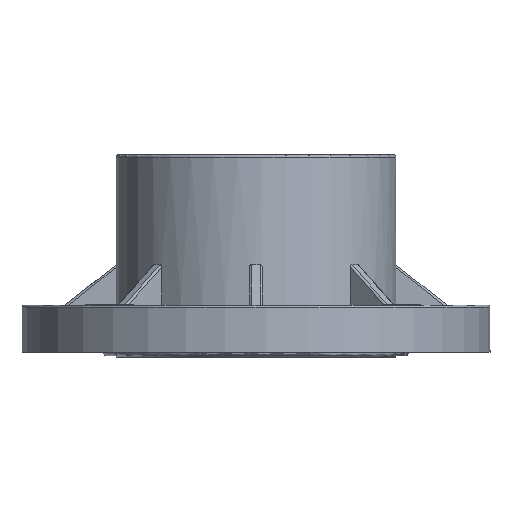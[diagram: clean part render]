
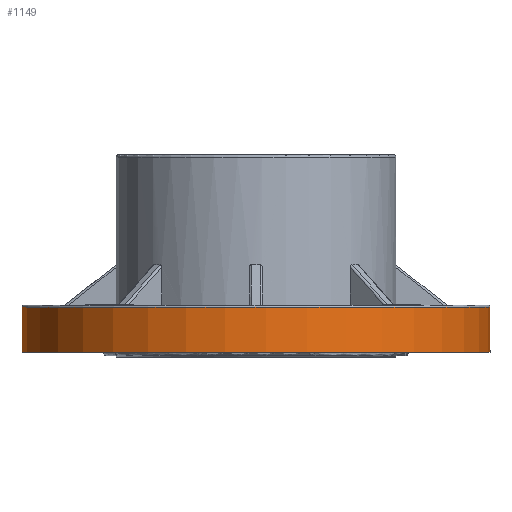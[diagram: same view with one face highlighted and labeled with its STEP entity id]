
A CAD part, front view. The second image highlights one B-rep face of the part: STEP entity #1149.
In plain terms, the highlighted cylindrical face has radius 109.8 mm (diameter 219.6 mm), a full revolution.
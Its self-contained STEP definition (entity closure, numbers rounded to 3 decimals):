
#858=CYLINDRICAL_SURFACE('',#12509,109.8);
#1149=ADVANCED_FACE('',(#2597,#2598),#858,.T.);
#2597=FACE_BOUND('',#2916,.T.);
#2598=FACE_BOUND('',#2917,.T.);
#2916=EDGE_LOOP('',(#4991));
#2917=EDGE_LOOP('',(#4992));
#3709=CIRCLE('',#12507,109.8);
#3710=CIRCLE('',#12508,109.8);
#4991=ORIENTED_EDGE('',*,*,#9211,.T.);
#4992=ORIENTED_EDGE('',*,*,#9212,.T.);
#7938=VERTEX_POINT('',#18853);
#7939=VERTEX_POINT('',#18855);
#9211=EDGE_CURVE('',#7938,#7938,#3709,.T.);
#9212=EDGE_CURVE('',#7939,#7939,#3710,.T.);
#12507=AXIS2_PLACEMENT_3D('',#18852,#14208,#14209);
#12508=AXIS2_PLACEMENT_3D('',#18854,#14210,#14211);
#12509=AXIS2_PLACEMENT_3D('',#18856,#14212,#14213);
#14208=DIRECTION('',(0.,0.,-1.));
#14209=DIRECTION('',(0.924,0.383,0.));
#14210=DIRECTION('',(0.,0.,1.));
#14211=DIRECTION('',(0.924,0.383,0.));
#14212=DIRECTION('',(0.,0.,1.));
#14213=DIRECTION('',(-0.924,-0.383,0.));
#18852=CARTESIAN_POINT('',(1294.,-390.,21.1));
#18853=CARTESIAN_POINT('',(1395.442,-347.981,21.1));
#18854=CARTESIAN_POINT('',(1294.,-390.,0.));
#18855=CARTESIAN_POINT('',(1395.442,-347.981,0.));
#18856=CARTESIAN_POINT('',(1294.,-390.,0.));
